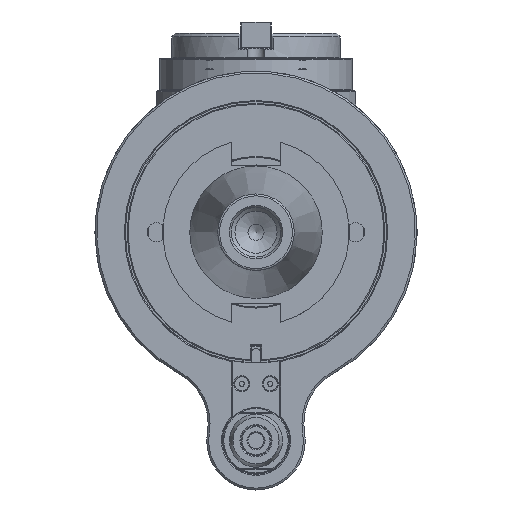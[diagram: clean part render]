
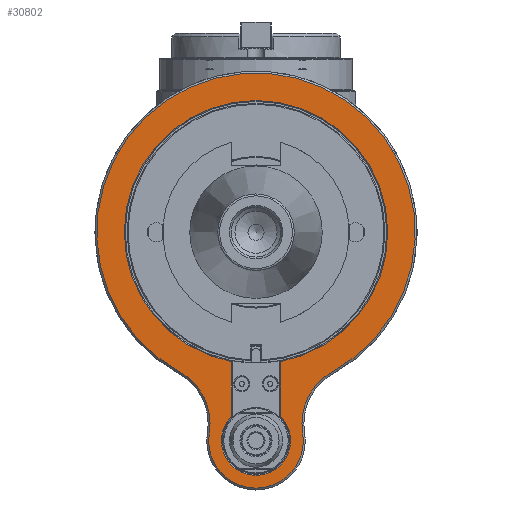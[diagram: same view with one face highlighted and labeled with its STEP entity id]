
A CAD part, front view. The second image highlights one B-rep face of the part: STEP entity #30802.
In plain terms, the highlighted planar face has unit normal (0, -1, 0).
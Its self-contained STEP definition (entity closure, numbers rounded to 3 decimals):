
#1104=LINE('',#45147,#3910);
#1105=LINE('',#45151,#3911);
#3910=VECTOR('',#36047,10.);
#3911=VECTOR('',#36050,10.);
#7087=FACE_BOUND('',#9258,.T.);
#7390=FACE_OUTER_BOUND('',#9257,.T.);
#9257=EDGE_LOOP('',(#20563,#20564,#20565,#20566));
#9258=EDGE_LOOP('',(#20567,#20568,#20569,#20570));
#11386=CIRCLE('',#32751,31.001);
#11387=CIRCLE('',#32753,25.);
#11388=CIRCLE('',#32754,31.001);
#11389=CIRCLE('',#32755,84.);
#11390=CIRCLE('',#32756,18.25);
#11391=CIRCLE('',#32757,69.5);
#12683=VERTEX_POINT('',#45134);
#12684=VERTEX_POINT('',#45135);
#12685=VERTEX_POINT('',#45140);
#12686=VERTEX_POINT('',#45142);
#12687=VERTEX_POINT('',#45145);
#12688=VERTEX_POINT('',#45146);
#12689=VERTEX_POINT('',#45148);
#12690=VERTEX_POINT('',#45150);
#15773=EDGE_CURVE('',#12683,#12684,#11386,.T.);
#15776=EDGE_CURVE('',#12684,#12685,#11387,.T.);
#15777=EDGE_CURVE('',#12685,#12686,#11388,.T.);
#15778=EDGE_CURVE('',#12686,#12683,#11389,.T.);
#15779=EDGE_CURVE('',#12687,#12688,#1104,.T.);
#15780=EDGE_CURVE('',#12688,#12689,#11390,.T.);
#15781=EDGE_CURVE('',#12689,#12690,#1105,.T.);
#15782=EDGE_CURVE('',#12690,#12687,#11391,.T.);
#20563=ORIENTED_EDGE('',*,*,#15773,.T.);
#20564=ORIENTED_EDGE('',*,*,#15776,.T.);
#20565=ORIENTED_EDGE('',*,*,#15777,.T.);
#20566=ORIENTED_EDGE('',*,*,#15778,.T.);
#20567=ORIENTED_EDGE('',*,*,#15779,.T.);
#20568=ORIENTED_EDGE('',*,*,#15780,.T.);
#20569=ORIENTED_EDGE('',*,*,#15781,.T.);
#20570=ORIENTED_EDGE('',*,*,#15782,.T.);
#29763=PLANE('',#32752);
#30802=ADVANCED_FACE('',(#7390,#7087),#29763,.F.);
#32751=AXIS2_PLACEMENT_3D('',#45136,#36035,#36036);
#32752=AXIS2_PLACEMENT_3D('',#45139,#36039,#36040);
#32753=AXIS2_PLACEMENT_3D('',#45141,#36041,#36042);
#32754=AXIS2_PLACEMENT_3D('',#45143,#36043,#36044);
#32755=AXIS2_PLACEMENT_3D('',#45144,#36045,#36046);
#32756=AXIS2_PLACEMENT_3D('',#45149,#36048,#36049);
#32757=AXIS2_PLACEMENT_3D('',#45152,#36051,#36052);
#36035=DIRECTION('center_axis',(0.,1.,0.));
#36036=DIRECTION('ref_axis',(0.,0.,1.));
#36039=DIRECTION('center_axis',(0.,1.,0.));
#36040=DIRECTION('ref_axis',(-1.,0.,0.));
#36041=DIRECTION('center_axis',(0.,-1.,0.));
#36042=DIRECTION('ref_axis',(-0.987,0.,0.163));
#36043=DIRECTION('center_axis',(0.,1.,0.));
#36044=DIRECTION('ref_axis',(0.,0.,1.));
#36045=DIRECTION('center_axis',(0.,-1.,0.));
#36046=DIRECTION('ref_axis',(0.48,0.,-0.877));
#36047=DIRECTION('',(0.,0.,-1.));
#36048=DIRECTION('center_axis',(0.,1.,0.));
#36049=DIRECTION('ref_axis',(0.712,0.,0.702));
#36050=DIRECTION('',(0.,0.,1.));
#36051=DIRECTION('center_axis',(0.,1.,0.));
#36052=DIRECTION('ref_axis',(-0.187,0.,-0.982));
#45134=CARTESIAN_POINT('',(-40.356,-45.,-73.671));
#45135=CARTESIAN_POINT('',(-24.664,-45.,-105.919));
#45136=CARTESIAN_POINT('Origin',(-55.249,-45.,-100.859));
#45139=CARTESIAN_POINT('Origin',(0.,-45.,0.));
#45140=CARTESIAN_POINT('',(24.664,-45.,-105.919));
#45141=CARTESIAN_POINT('Origin',(0.,-45.,-110.));
#45142=CARTESIAN_POINT('',(40.356,-45.,-73.671));
#45143=CARTESIAN_POINT('Origin',(55.249,-45.,-100.859));
#45144=CARTESIAN_POINT('Origin',(0.,-45.,0.));
#45145=CARTESIAN_POINT('',(13.,-45.,-68.273));
#45146=CARTESIAN_POINT('',(13.,-45.,-97.191));
#45147=CARTESIAN_POINT('',(13.,-45.,-41.418));
#45148=CARTESIAN_POINT('',(-13.,-45.,-97.191));
#45149=CARTESIAN_POINT('Origin',(0.,-45.,-110.));
#45150=CARTESIAN_POINT('',(-13.,-45.,-68.273));
#45151=CARTESIAN_POINT('',(-13.,-45.,-41.418));
#45152=CARTESIAN_POINT('Origin',(0.,-45.,0.));
